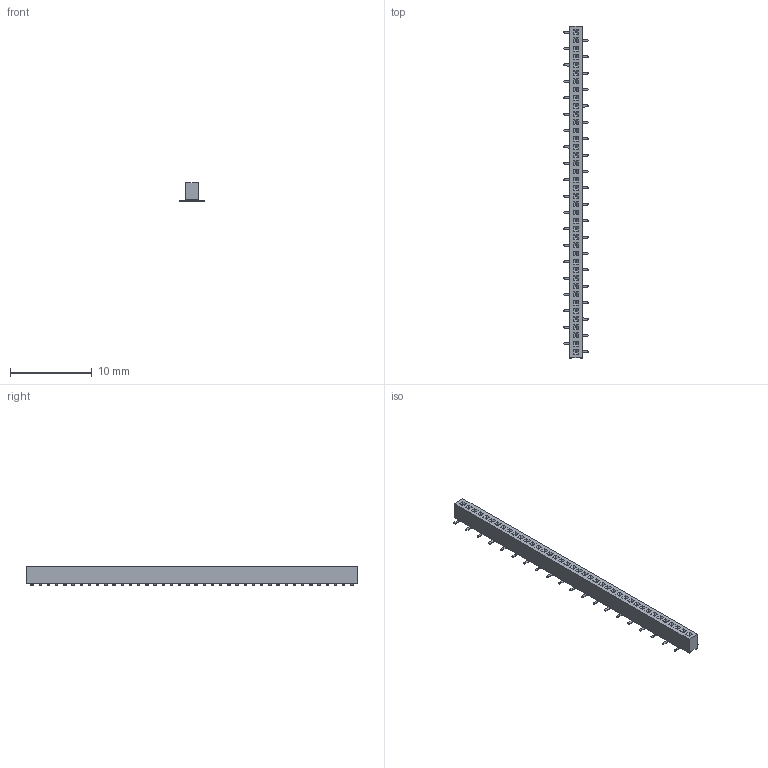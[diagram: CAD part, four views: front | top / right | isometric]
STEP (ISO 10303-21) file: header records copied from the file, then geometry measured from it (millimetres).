
FILE_DESCRIPTION(/* description */ ('model of PinSocket_1x40_P1.00mm_Vertical_SMD_Pin1Left'),/* implementation_level */ '2;1');
FILE_NAME(/* name */ 'PinSocket_1x40_P1.00mm_Vertical_SMD_Pin1Left.step',/* time_stamp */ '1970-01-01T00:00:00',/* author */ ('KiCAD','kicad'),/* organization */ ('OCCT'),/* preprocessor_version */ '',/* originating_system */ 'KiCAD',/* authorisation */ '');
FILE_SCHEMA(('AUTOMOTIVE_DESIGN { 1 0 10303 214 1 1 1 1 }'));
Length unit declared in the file: millimetre
Products named in the file (1): PinSocket_1x40_P1.00mm_Vertical_SMD_Pin1Left
Bounding box: 2.95 x 40.5 x 2.25 mm (x, y, z)
Volume: 119 mm3; surface area: 436 mm2
Topology: 1 solids, 1 shells, 1210 faces, 3064 edges, 1936 vertices
Faces by surface type: plane 1090, cylinder 120
Entity records: 23168 total; most frequent: ORIENTED_EDGE 4596, EDGE_CURVE 3064, CARTESIAN_POINT 2944, LINE 2662, VERTEX_POINT 1936, FACE_BOUND 1290, EDGE_LOOP 1290, AXIS2_PLACEMENT_3D 1250
